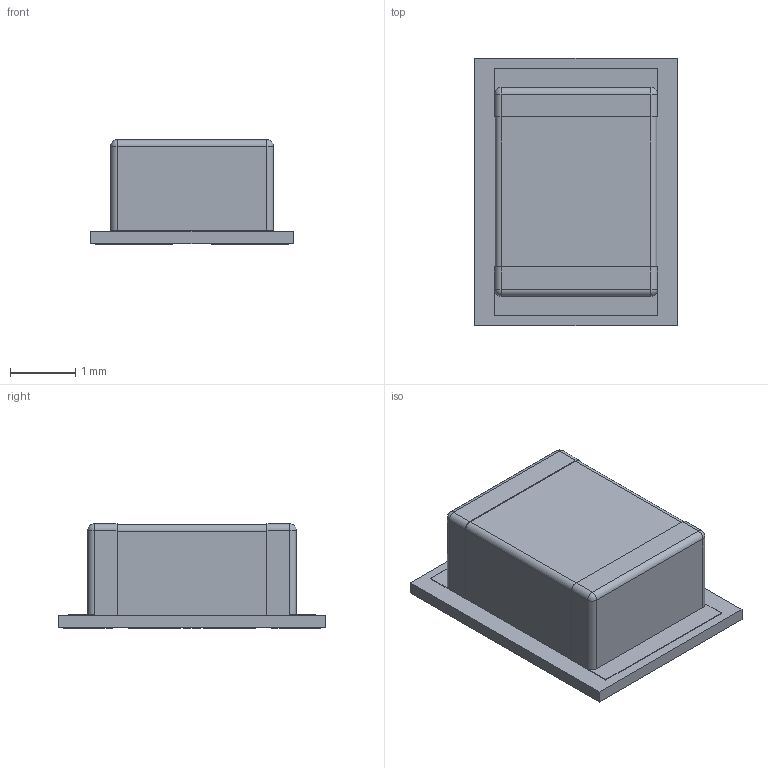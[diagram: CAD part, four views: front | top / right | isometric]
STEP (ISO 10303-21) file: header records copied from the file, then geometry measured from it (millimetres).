
FILE_DESCRIPTION(/* description */ (''),/* implementation_level */ '2;1');
FILE_NAME(/* name */ 'TI uSIP-14 SIE.step',/* time_stamp */ '2024-08-20T00:10:03+01:00',/* author */ (''),/* organization */ (''),/* preprocessor_version */ 'ST-DEVELOPER v20',/* originating_system */ 'Autodesk Translation Framework v13.14.0.145',/* authorisation */ '');
FILE_SCHEMA (('AUTOMOTIVE_DESIGN { 1 0 10303 214 3 1 1 }'));
Length unit declared in the file: millimetre
Products named in the file (1): TI uSIP-14 SIE
Bounding box: 3.1 x 4.1 x 1.6 mm (x, y, z)
Volume: 13.5 mm3; surface area: 43.8 mm2
Topology: 1 solids, 1 shells, 109 faces, 264 edges, 172 vertices
Faces by surface type: plane 93, cylinder 12, sphere 4
Entity records: 3230 total; most frequent: CARTESIAN_POINT 546, ORIENTED_EDGE 528, DIRECTION 508, EDGE_CURVE 264, LINE 240, VECTOR 240, VERTEX_POINT 172, AXIS2_PLACEMENT_3D 134
